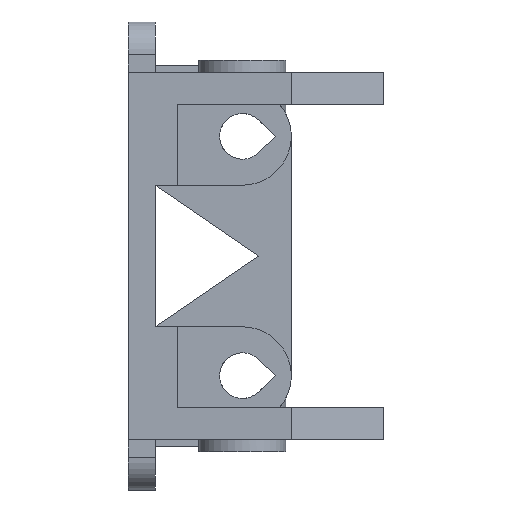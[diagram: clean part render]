
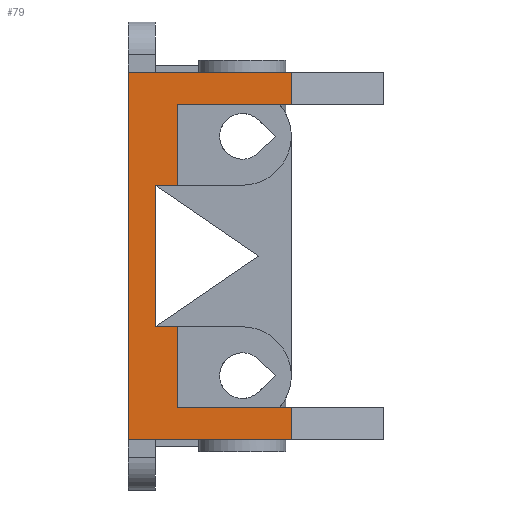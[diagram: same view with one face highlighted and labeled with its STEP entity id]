
A CAD part, left-side view. The second image highlights one B-rep face of the part: STEP entity #79.
In plain terms, the highlighted planar face has unit normal (-1, 0, 0).
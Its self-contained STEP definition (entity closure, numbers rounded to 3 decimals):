
#79 = ADVANCED_FACE( '', ( #365 ), #366, .F. );
#365 = FACE_OUTER_BOUND( '', #977, .T. );
#366 = PLANE( '', #978 );
#977 = EDGE_LOOP( '', ( #1659, #1660, #1661, #1662, #1663, #1664, #1665, #1666, #1667, #1668, #1669, #1670 ) );
#978 = AXIS2_PLACEMENT_3D( '', #1671, #1672, #1673 );
#1659 = ORIENTED_EDGE( '', *, *, #4035, .F. );
#1660 = ORIENTED_EDGE( '', *, *, #4025, .F. );
#1661 = ORIENTED_EDGE( '', *, *, #4057, .T. );
#1662 = ORIENTED_EDGE( '', *, *, #4058, .T. );
#1663 = ORIENTED_EDGE( '', *, *, #4059, .F. );
#1664 = ORIENTED_EDGE( '', *, *, #4060, .T. );
#1665 = ORIENTED_EDGE( '', *, *, #4061, .T. );
#1666 = ORIENTED_EDGE( '', *, *, #4062, .F. );
#1667 = ORIENTED_EDGE( '', *, *, #3985, .F. );
#1668 = ORIENTED_EDGE( '', *, *, #4063, .F. );
#1669 = ORIENTED_EDGE( '', *, *, #4064, .T. );
#1670 = ORIENTED_EDGE( '', *, *, #4065, .F. );
#1671 = CARTESIAN_POINT( '', ( -56., 0., -17.8 ) );
#1672 = DIRECTION( '', ( 1., 0., 0. ) );
#1673 = DIRECTION( '', ( 0., 1., 0. ) );
#3985 = EDGE_CURVE( '', #4786, #4788, #4789, .T. );
#4025 = EDGE_CURVE( '', #4867, #4868, #4869, .T. );
#4035 = EDGE_CURVE( '', #4868, #4887, #4888, .T. );
#4057 = EDGE_CURVE( '', #4867, #4930, #4931, .T. );
#4058 = EDGE_CURVE( '', #4930, #4932, #4933, .T. );
#4059 = EDGE_CURVE( '', #4934, #4932, #4935, .T. );
#4060 = EDGE_CURVE( '', #4934, #4936, #4937, .T. );
#4061 = EDGE_CURVE( '', #4936, #4938, #4939, .T. );
#4062 = EDGE_CURVE( '', #4788, #4938, #4940, .T. );
#4063 = EDGE_CURVE( '', #4941, #4786, #4942, .T. );
#4064 = EDGE_CURVE( '', #4941, #4943, #4944, .T. );
#4065 = EDGE_CURVE( '', #4887, #4943, #4945, .T. );
#4786 = VERTEX_POINT( '', #6125 );
#4788 = VERTEX_POINT( '', #6128 );
#4789 = LINE( '', #6129, #6130 );
#4867 = VERTEX_POINT( '', #6236 );
#4868 = VERTEX_POINT( '', #6237 );
#4869 = LINE( '', #6238, #6239 );
#4887 = VERTEX_POINT( '', #6265 );
#4888 = LINE( '', #6266, #6267 );
#4930 = VERTEX_POINT( '', #6322 );
#4931 = LINE( '', #6323, #6324 );
#4932 = VERTEX_POINT( '', #6325 );
#4933 = LINE( '', #6326, #6327 );
#4934 = VERTEX_POINT( '', #6328 );
#4935 = LINE( '', #6329, #6330 );
#4936 = VERTEX_POINT( '', #6331 );
#4937 = LINE( '', #6332, #6333 );
#4938 = VERTEX_POINT( '', #6334 );
#4939 = LINE( '', #6335, #6336 );
#4940 = LINE( '', #6337, #6338 );
#4941 = VERTEX_POINT( '', #6339 );
#4942 = LINE( '', #6340, #6341 );
#4943 = VERTEX_POINT( '', #6342 );
#4944 = LINE( '', #6343, #6344 );
#4945 = LINE( '', #6345, #6346 );
#6125 = CARTESIAN_POINT( '', ( -56., -9., 27.775 ) );
#6128 = CARTESIAN_POINT( '', ( -56., 12., 27.775 ) );
#6129 = CARTESIAN_POINT( '', ( -56., -26., 27.775 ) );
#6130 = VECTOR( '', #8189, 1000. );
#6236 = CARTESIAN_POINT( '', ( -56., -9., -27.775 ) );
#6237 = CARTESIAN_POINT( '', ( -56., -9., -33.775 ) );
#6238 = CARTESIAN_POINT( '', ( -56., -9., 102.717 ) );
#6239 = VECTOR( '', #8254, 1000. );
#6265 = CARTESIAN_POINT( '', ( -56., 21., -33.775 ) );
#6266 = CARTESIAN_POINT( '', ( -56., -26., -33.775 ) );
#6267 = VECTOR( '', #8266, 1000. );
#6322 = CARTESIAN_POINT( '', ( -56., 12., -27.775 ) );
#6323 = CARTESIAN_POINT( '', ( -56., -26., -27.775 ) );
#6324 = VECTOR( '', #8304, 1000. );
#6325 = CARTESIAN_POINT( '', ( -56., 12., -13. ) );
#6326 = CARTESIAN_POINT( '', ( -56., 12., -31. ) );
#6327 = VECTOR( '', #8305, 1000. );
#6328 = CARTESIAN_POINT( '', ( -56., 16., -13. ) );
#6329 = CARTESIAN_POINT( '', ( -56., 16., -13. ) );
#6330 = VECTOR( '', #8306, 1000. );
#6331 = CARTESIAN_POINT( '', ( -56., 16., 13. ) );
#6332 = CARTESIAN_POINT( '', ( -56., 16., -31. ) );
#6333 = VECTOR( '', #8307, 1000. );
#6334 = CARTESIAN_POINT( '', ( -56., 12., 13. ) );
#6335 = CARTESIAN_POINT( '', ( -56., 16., 13. ) );
#6336 = VECTOR( '', #8308, 1000. );
#6337 = CARTESIAN_POINT( '', ( -56., 12., 31. ) );
#6338 = VECTOR( '', #8309, 1000. );
#6339 = CARTESIAN_POINT( '', ( -56., -9., 33.775 ) );
#6340 = CARTESIAN_POINT( '', ( -56., -9., 102.717 ) );
#6341 = VECTOR( '', #8310, 1000. );
#6342 = CARTESIAN_POINT( '', ( -56., 21., 33.775 ) );
#6343 = CARTESIAN_POINT( '', ( -56., -26., 33.775 ) );
#6344 = VECTOR( '', #8311, 1000. );
#6345 = CARTESIAN_POINT( '', ( -56., 21., -31. ) );
#6346 = VECTOR( '', #8312, 1000. );
#8189 = DIRECTION( '', ( 0., 1., 0. ) );
#8254 = DIRECTION( '', ( 0., 0., -1. ) );
#8266 = DIRECTION( '', ( 0., 1., 0. ) );
#8304 = DIRECTION( '', ( 0., 1., 0. ) );
#8305 = DIRECTION( '', ( 0., 0., 1. ) );
#8306 = DIRECTION( '', ( 0., -1., 0. ) );
#8307 = DIRECTION( '', ( 0., 0., 1. ) );
#8308 = DIRECTION( '', ( 0., -1., 0. ) );
#8309 = DIRECTION( '', ( 0., 0., -1. ) );
#8310 = DIRECTION( '', ( 0., 0., -1. ) );
#8311 = DIRECTION( '', ( 0., 1., 0. ) );
#8312 = DIRECTION( '', ( 0., 0., 1. ) );
